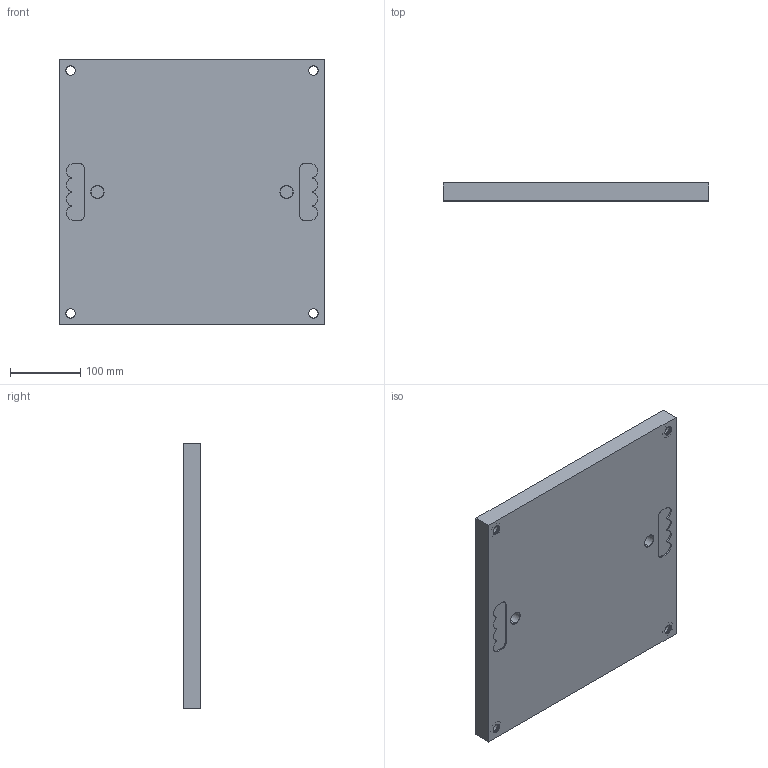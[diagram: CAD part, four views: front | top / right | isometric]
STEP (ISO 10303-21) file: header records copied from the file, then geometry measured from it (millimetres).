
FILE_DESCRIPTION (( 'STEP AP214' ), '1' );
FILE_NAME ('46525.STEP', '2018-08-29T18:37:00', ( 'Mike W' ), ( '' ), 'SwSTEP 2.0', 'SolidWorks 2017', '' );
FILE_SCHEMA (( 'AUTOMOTIVE_DESIGN' ));
Length unit declared in the file: inch
Products named in the file (3): 465251_465251; 46525; 11520_11520
Assembly tree (5 placements, depth 2):
  46525
    465251_465251
    11520_11520  x4
Bounding box: 378.46 x 25.4 x 378.46 mm (x, y, z)
Volume: 3594167.9 mm3; surface area: 339700.8 mm2
Topology: 5 solids, 5 shells, 1826 faces, 5372 edges, 3564 vertices
Faces by surface type: cylinder 666, cone 580, plane 572, torus 8
Entity records: 17885 total; most frequent: CARTESIAN_POINT 4662, ORIENTED_EDGE 2986, DIRECTION 2549, EDGE_CURVE 1493, AXIS2_PLACEMENT_3D 1079, VERTEX_POINT 984, B_SPLINE_CURVE_WITH_KNOTS 552, CIRCLE 550
